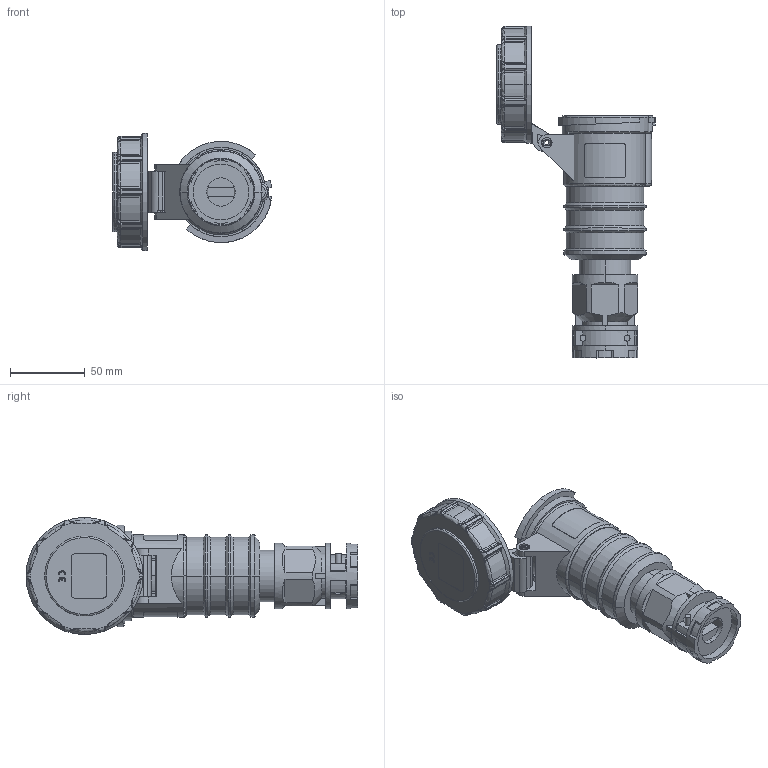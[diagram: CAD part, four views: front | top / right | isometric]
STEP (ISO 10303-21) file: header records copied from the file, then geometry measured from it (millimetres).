
FILE_DESCRIPTION (( 'STEP AP203' ), '1' );
FILE_NAME ('BRY420C9W.step', '2022-08-17T19:58:03', ( '' ), ( '' ), 'SwSTEP 2.0', 'SolidWorks 2021', '' );
FILE_SCHEMA (( 'CONFIG_CONTROL_DESIGN' ));
Length unit declared in the file: millimetre
Products named in the file (1): BRY420C9W
Bounding box: 106.52 x 222.35 x 78.5 mm (x, y, z)
Volume: 348196.4 mm3; surface area: 83579.6 mm2
Topology: 11 solids, 11 shells, 860 faces, 2303 edges, 1452 vertices
Faces by surface type: plane 334, cylinder 289, bspline 88, torus 75, cone 74
Entity records: 31141 total; most frequent: CARTESIAN_POINT 11098, ORIENTED_EDGE 4518, DIRECTION 3659, EDGE_CURVE 2259, VERTEX_POINT 1452, AXIS2_PLACEMENT_3D 1367, VECTOR 925, LINE 925
